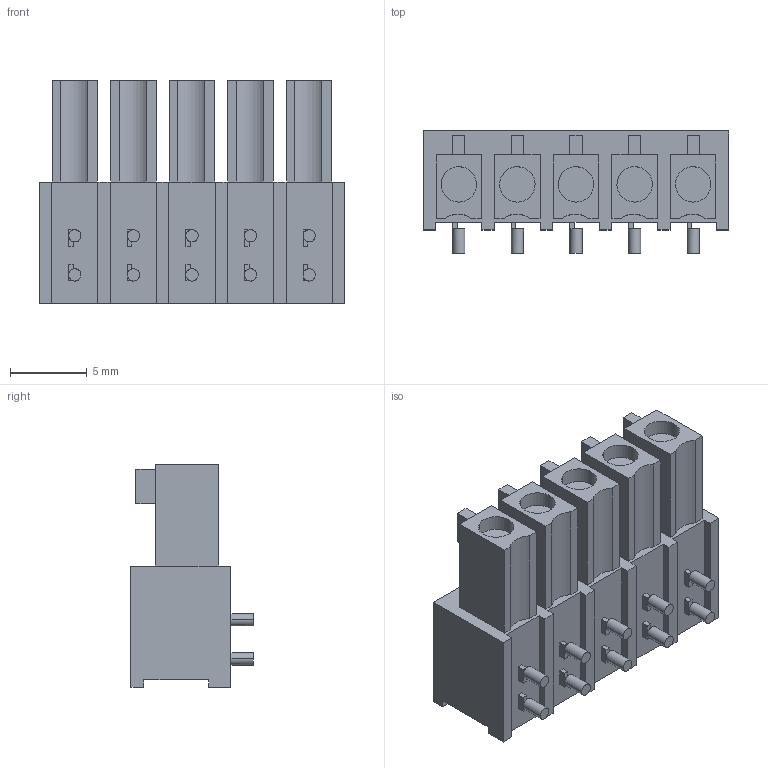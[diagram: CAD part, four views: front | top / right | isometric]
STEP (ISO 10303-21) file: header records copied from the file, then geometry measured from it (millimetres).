
FILE_DESCRIPTION(('CATIA V5 STEP Exchange','CAx-IF Rec.Pracs.--- Model Styling and Organization---1.2---2011-12-15'),'2;1');
FILE_NAME ('D1460850_0_1974800000_1974800000.stp','2016-12-07T15:23:20+00:00',('none'),('Weidmueller'),'CATIA Version 5-6 Release 2014','CATIA V5 STEP AP214','none');
FILE_SCHEMA(('AUTOMOTIVE_DESIGN { 1 0 10303 214 1 1 1 1 }'));
Length unit declared in the file: millimetre
Products named in the file (1): 1974800000_S
Bounding box: 19.84 x 7.95 x 14.5 mm (x, y, z)
Volume: 1257.9 mm3; surface area: 1391.7 mm2
Topology: 11 solids, 11 shells, 285 faces, 701 edges, 463 vertices
Faces by surface type: plane 240, cylinder 45
Entity records: 7570 total; most frequent: ORIENTED_EDGE 1402, CARTESIAN_POINT 1386, DIRECTION 973, EDGE_CURVE 701, VECTOR 581, LINE 581, VERTEX_POINT 463, EDGE_LOOP 310
